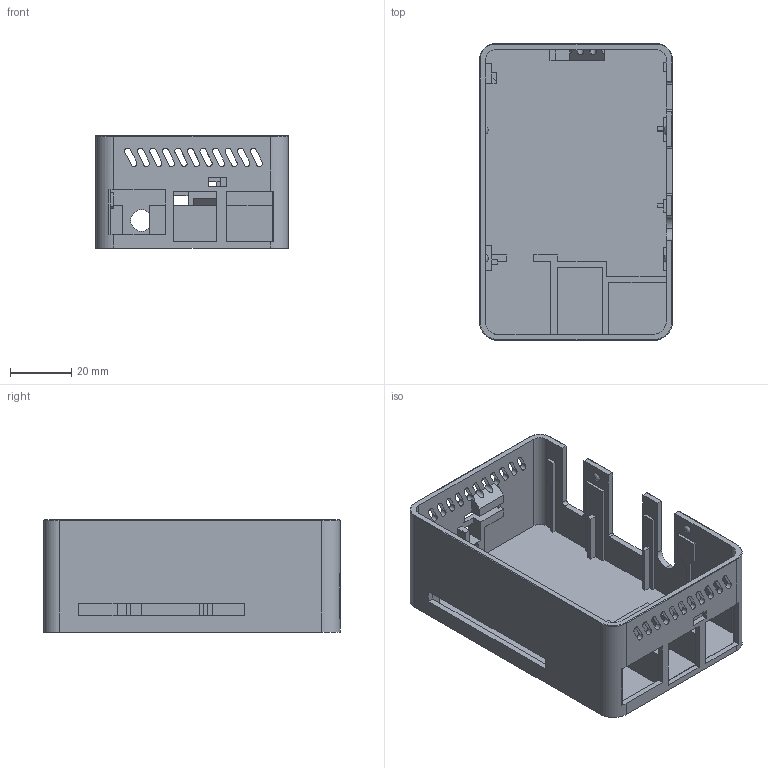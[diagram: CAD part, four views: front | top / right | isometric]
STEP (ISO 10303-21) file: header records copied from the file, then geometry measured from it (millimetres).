
FILE_DESCRIPTION(/* description */ (''),/* implementation_level */ '2;1');
FILE_NAME(/* name */ 'Bottom.step',/* time_stamp */ '2020-12-07T23:15:10+01:00',/* author */ (''),/* organization */ (''),/* preprocessor_version */ 'ST-DEVELOPER v18.1',/* originating_system */ 'Autodesk Translation Framework v9.3.0.1241',/* authorisation */ '');
FILE_SCHEMA (('AUTOMOTIVE_DESIGN { 1 0 10303 214 3 1 1 }'));
Length unit declared in the file: millimetre
Products named in the file (1): bottom_with_slot
Bounding box: 63 x 96.86 x 36.65 mm (x, y, z)
Volume: 32699.4 mm3; surface area: 34410.2 mm2
Topology: 1 solids, 1 shells, 273 faces, 818 edges, 542 vertices
Faces by surface type: plane 198, cylinder 67, torus 4, bspline 4
Full cylindrical faces by diameter (mm): 3.3 x1, 7 x1
Entity records: 9400 total; most frequent: CARTESIAN_POINT 1738, ORIENTED_EDGE 1636, DIRECTION 1518, EDGE_CURVE 818, LINE 658, VECTOR 658, VERTEX_POINT 542, AXIS2_PLACEMENT_3D 430
